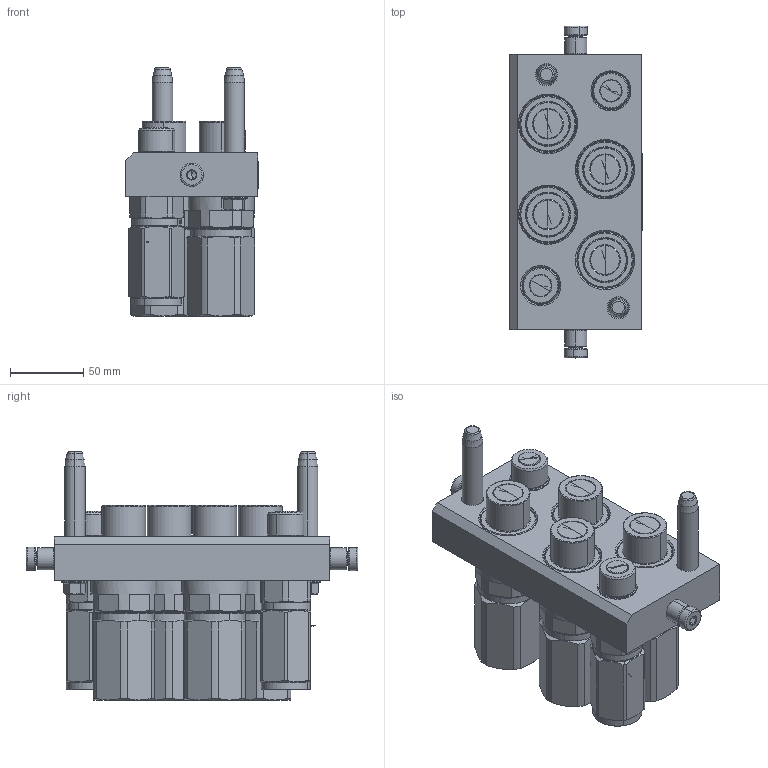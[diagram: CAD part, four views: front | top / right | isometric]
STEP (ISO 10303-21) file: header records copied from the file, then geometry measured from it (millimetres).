
FILE_DESCRIPTION (( 'STEP AP214' ), '1' );
FILE_NAME ('FASTER.step', '2024-11-21T13:52:58', ( '' ), ( '' ), 'SwSTEP 2.0', 'SolidWorks 2017', '' );
FILE_SCHEMA (( 'AUTOMOTIVE_DESIGN' ));
Length unit declared in the file: millimetre
Products named in the file (12): 4830_013_3000_030; 1540_080_0008_000.prt; et002; 3ffnp34_gas_m; 4830_021_1000_000.prt; 3ffnp12-34g_m; 4850_010_8000_000.prt; 4830_028_1000_011.prt; FASTER; P6I_M_BASE
Assembly tree (19 placements, depth 3):
  FASTER
    P6I_M_BASE
      4850_010_8000_000.prt
      4830_021_1000_000.prt  x2
      4830_028_1000_011.prt  x2
      1540_080_0008_000.prt  x2
      4830_013_3000_030  x2
    3ffnp34_gas_m  x4
      3ffnp34_gas_m
    3ffnp12-34g_m  x2
      3ffnp12-34g_m
    et002
Bounding box: 90.3 x 226.6 x 169.35 mm (x, y, z)
Volume: 2473.8 mm3; surface area: 218953.4 mm2
Topology: 3 solids, 74 shells, 2179 faces, 7169 edges, 4886 vertices
Faces by surface type: plane 1155, cone 394, cylinder 394, bspline 124, torus 112
Entity records: 52300 total; most frequent: CARTESIAN_POINT 14631, ORIENTED_EDGE 6623, DIRECTION 6195, EDGE_CURVE 3681, VERTEX_POINT 2468, LINE 2255, VECTOR 2255, AXIS2_PLACEMENT_3D 1970
